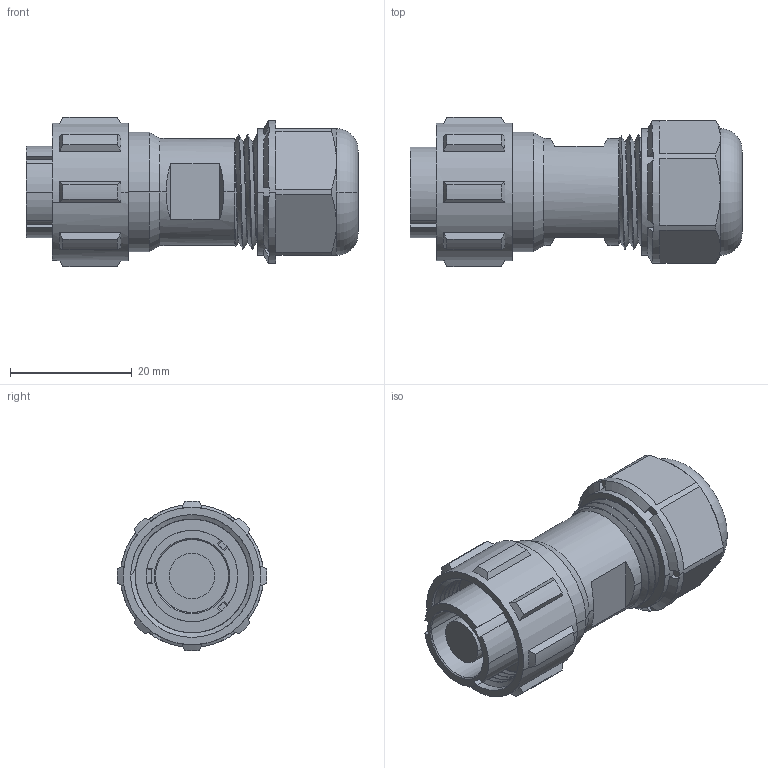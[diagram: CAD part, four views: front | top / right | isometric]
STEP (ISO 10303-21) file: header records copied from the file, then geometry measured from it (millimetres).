
FILE_DESCRIPTION((''),'2;1');
FILE_NAME('SP1710','2022-01-20T',('Administrator'),(''),'CREO PARAMETRIC BY PTC INC, 2016130','CREO PARAMETRIC BY PTC INC, 2016130','');
FILE_SCHEMA(('AUTOMOTIVE_DESIGN { 1 0 10303 214 1 1 1 1 }'));
Length unit declared in the file: millimetre
Products named in the file (1): SP1710
Bounding box: 54.6 x 24.6 x 24.59 mm (x, y, z)
Volume: 14909.4 mm3; surface area: 7349.8 mm2
Topology: 1 solids, 3 shells, 189 faces, 525 edges, 356 vertices
Faces by surface type: plane 83, cylinder 58, cone 33, bspline 11, torus 4
Entity records: 9088 total; most frequent: CARTESIAN_POINT 4268, ORIENTED_EDGE 1050, DIRECTION 935, EDGE_CURVE 525, AXIS2_PLACEMENT_3D 368, VERTEX_POINT 356, EDGE_LOOP 203, VECTOR 199
